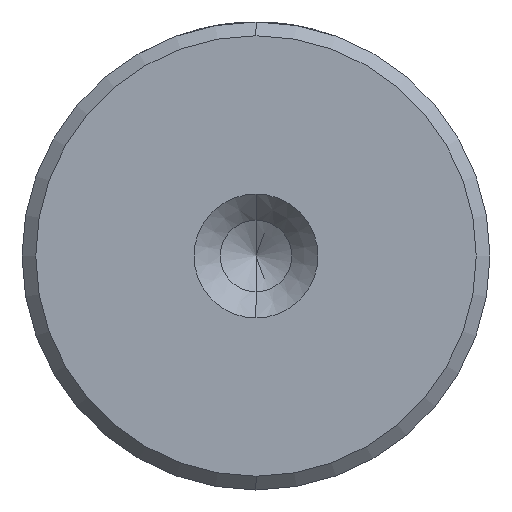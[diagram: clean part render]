
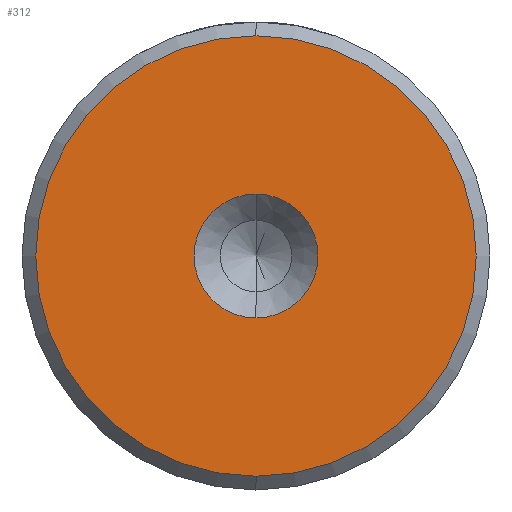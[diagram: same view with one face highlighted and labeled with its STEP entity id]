
A CAD part, left-side view. The second image highlights one B-rep face of the part: STEP entity #312.
In plain terms, the highlighted planar face has unit normal (-1, 0, 0).
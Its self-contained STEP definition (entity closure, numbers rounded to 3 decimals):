
#58 = DIRECTION ( 'NONE',  ( 0., 0., 1. ) ) ;
#271 = FACE_BOUND ( 'NONE', #837, .T. ) ;
#312 = ADVANCED_FACE ( 'NONE', ( #869, #271 ), #821, .T. ) ;
#467 = EDGE_LOOP ( 'NONE', ( #1053, #713 ) ) ;
#471 = AXIS2_PLACEMENT_3D ( 'NONE', #2357, #1015, #2577 ) ;
#606 = DIRECTION ( 'NONE',  ( -1., 0., 0. ) ) ;
#624 = DIRECTION ( 'NONE',  ( 0., 0., 1. ) ) ;
#673 = CARTESIAN_POINT ( 'NONE',  ( 0., 0., -2.25 ) ) ;
#705 = AXIS2_PLACEMENT_3D ( 'NONE', #973, #2532, #1196 ) ;
#713 = ORIENTED_EDGE ( 'NONE', *, *, #1530, .T. ) ;
#754 = AXIS2_PLACEMENT_3D ( 'NONE', #2352, #1012, #2575 ) ;
#821 = PLANE ( 'NONE',  #1400 ) ;
#837 = EDGE_LOOP ( 'NONE', ( #1036, #1306 ) ) ;
#869 = FACE_OUTER_BOUND ( 'NONE', #467, .T. ) ;
#973 = CARTESIAN_POINT ( 'NONE',  ( 0., 0., 0. ) ) ;
#1012 = DIRECTION ( 'NONE',  ( -1., 0., 0. ) ) ;
#1015 = DIRECTION ( 'NONE',  ( -1., 0., 0. ) ) ;
#1036 = ORIENTED_EDGE ( 'NONE', *, *, #2491, .F. ) ;
#1051 = CARTESIAN_POINT ( 'NONE',  ( 0., 0., 0. ) ) ;
#1053 = ORIENTED_EDGE ( 'NONE', *, *, #2335, .T. ) ;
#1196 = DIRECTION ( 'NONE',  ( 0., 0., 1. ) ) ;
#1306 = ORIENTED_EDGE ( 'NONE', *, *, #1441, .F. ) ;
#1345 = CARTESIAN_POINT ( 'NONE',  ( 0., 0., 2.25 ) ) ;
#1360 = VERTEX_POINT ( 'NONE', #1345 ) ;
#1400 = AXIS2_PLACEMENT_3D ( 'NONE', #1051, #606, #624 ) ;
#1417 = DIRECTION ( 'NONE',  ( -1., 0., 0. ) ) ;
#1441 = EDGE_CURVE ( 'NONE', #2771, #1360, #1945, .T. ) ;
#1530 = EDGE_CURVE ( 'NONE', #1822, #2193, #2793, .T. ) ;
#1723 = AXIS2_PLACEMENT_3D ( 'NONE', #2710, #1417, #58 ) ;
#1822 = VERTEX_POINT ( 'NONE', #2077 ) ;
#1843 = CARTESIAN_POINT ( 'NONE',  ( 0., 0., -8. ) ) ;
#1945 = CIRCLE ( 'NONE', #1723, 2.25 ) ;
#2077 = CARTESIAN_POINT ( 'NONE',  ( 0., 0., 8. ) ) ;
#2157 = CIRCLE ( 'NONE', #754, 8. ) ;
#2193 = VERTEX_POINT ( 'NONE', #1843 ) ;
#2335 = EDGE_CURVE ( 'NONE', #2193, #1822, #2157, .T. ) ;
#2352 = CARTESIAN_POINT ( 'NONE',  ( 0., 0., 0. ) ) ;
#2357 = CARTESIAN_POINT ( 'NONE',  ( 0., 0., 0. ) ) ;
#2491 = EDGE_CURVE ( 'NONE', #1360, #2771, #2786, .T. ) ;
#2532 = DIRECTION ( 'NONE',  ( -1., 0., 0. ) ) ;
#2575 = DIRECTION ( 'NONE',  ( 0., 0., 1. ) ) ;
#2577 = DIRECTION ( 'NONE',  ( 0., 0., 1. ) ) ;
#2710 = CARTESIAN_POINT ( 'NONE',  ( 0., 0., 0. ) ) ;
#2771 = VERTEX_POINT ( 'NONE', #673 ) ;
#2786 = CIRCLE ( 'NONE', #705, 2.25 ) ;
#2793 = CIRCLE ( 'NONE', #471, 8. ) ;
